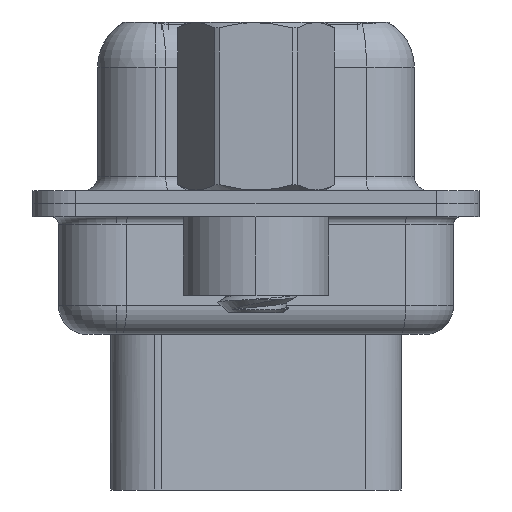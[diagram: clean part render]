
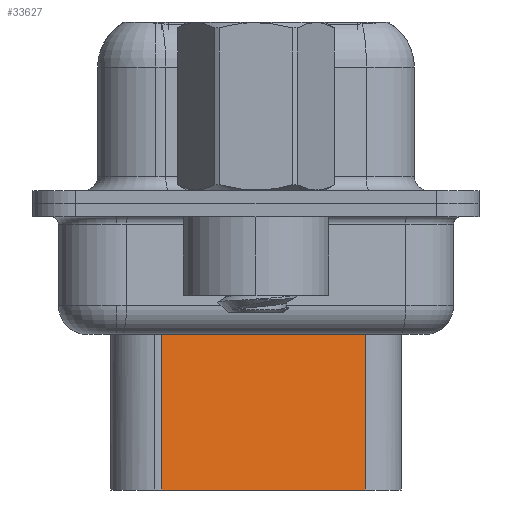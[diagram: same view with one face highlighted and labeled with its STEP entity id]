
A CAD part, left-side view. The second image highlights one B-rep face of the part: STEP entity #33627.
In plain terms, the highlighted planar face has unit normal (-0.985, -0.174, 0).
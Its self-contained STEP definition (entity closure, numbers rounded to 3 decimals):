
#1886 = EDGE_CURVE ( 'NONE', #21593, #5459, #34125, .T. ) ;
#2218 = ORIENTED_EDGE ( 'NONE', *, *, #22460, .T. ) ;
#2325 = VECTOR ( 'NONE', #31482, 1000. ) ;
#4507 = EDGE_CURVE ( 'NONE', #24686, #5459, #24077, .T. ) ;
#4561 = AXIS2_PLACEMENT_3D ( 'NONE', #39645, #7627, #17521 ) ;
#4697 = CARTESIAN_POINT ( 'NONE',  ( 4.624, 3.24, -3.1 ) ) ;
#5194 = ORIENTED_EDGE ( 'NONE', *, *, #4507, .F. ) ;
#5459 = VERTEX_POINT ( 'NONE', #37670 ) ;
#6649 = ORIENTED_EDGE ( 'NONE', *, *, #1886, .T. ) ;
#7627 = DIRECTION ( 'NONE',  ( -0.985, -0.174, 0. ) ) ;
#7767 = CARTESIAN_POINT ( 'NONE',  ( 4.624, 3.24, -9.85 ) ) ;
#7926 = DIRECTION ( 'NONE',  ( -0.174, 0.985, 0. ) ) ;
#8139 = LINE ( 'NONE', #30691, #11983 ) ;
#8161 = ORIENTED_EDGE ( 'NONE', *, *, #17528, .F. ) ;
#10505 = VECTOR ( 'NONE', #11200, 1000. ) ;
#11200 = DIRECTION ( 'NONE',  ( -0.174, 0.985, 0. ) ) ;
#11983 = VECTOR ( 'NONE', #7926, 1000. ) ;
#17521 = DIRECTION ( 'NONE',  ( 0.174, -0.985, 0. ) ) ;
#17528 = EDGE_CURVE ( 'NONE', #23194, #24686, #37720, .T. ) ;
#19923 = CARTESIAN_POINT ( 'NONE',  ( 4.624, 3.24, -3.975 ) ) ;
#21593 = VERTEX_POINT ( 'NONE', #19923 ) ;
#22460 = EDGE_CURVE ( 'NONE', #23194, #21593, #8139, .T. ) ;
#23194 = VERTEX_POINT ( 'NONE', #30332 ) ;
#23949 = PLANE ( 'NONE',  #4561 ) ;
#24077 = LINE ( 'NONE', #7767, #10505 ) ;
#24686 = VERTEX_POINT ( 'NONE', #30392 ) ;
#25368 = EDGE_LOOP ( 'NONE', ( #8161, #2218, #6649, #5194 ) ) ;
#25871 = VECTOR ( 'NONE', #27888, 1000. ) ;
#27159 = FACE_OUTER_BOUND ( 'NONE', #25368, .T. ) ;
#27888 = DIRECTION ( 'NONE',  ( 0., 0., -1. ) ) ;
#30332 = CARTESIAN_POINT ( 'NONE',  ( 5.858, -3.76, -3.975 ) ) ;
#30392 = CARTESIAN_POINT ( 'NONE',  ( 5.858, -3.76, -9.85 ) ) ;
#30691 = CARTESIAN_POINT ( 'NONE',  ( 4.453, 4.209, -3.975 ) ) ;
#31482 = DIRECTION ( 'NONE',  ( 0., 0., -1. ) ) ;
#33627 = ADVANCED_FACE ( 'NONE', ( #27159 ), #23949, .T. ) ;
#34125 = LINE ( 'NONE', #4697, #25871 ) ;
#37670 = CARTESIAN_POINT ( 'NONE',  ( 4.624, 3.24, -9.85 ) ) ;
#37720 = LINE ( 'NONE', #41157, #2325 ) ;
#39645 = CARTESIAN_POINT ( 'NONE',  ( 4.624, 3.24, -3.1 ) ) ;
#41157 = CARTESIAN_POINT ( 'NONE',  ( 5.858, -3.76, -3.1 ) ) ;
